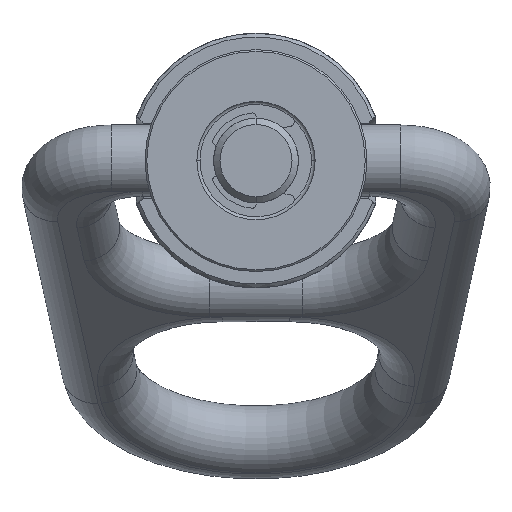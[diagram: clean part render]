
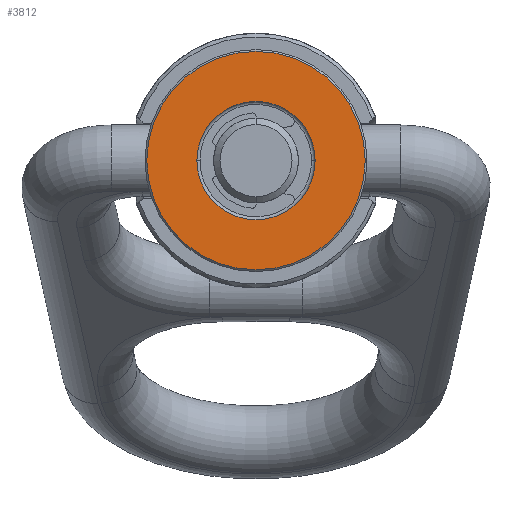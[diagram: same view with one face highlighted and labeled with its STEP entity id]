
A CAD part, front view. The second image highlights one B-rep face of the part: STEP entity #3812.
In plain terms, the highlighted planar face has unit normal (0, -1, 0).
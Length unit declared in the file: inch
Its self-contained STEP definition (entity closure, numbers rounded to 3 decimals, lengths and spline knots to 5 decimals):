
#1376=CARTESIAN_POINT('',(0.,-0.46,0.));
#1377=DIRECTION('',(0.,-1.,0.));
#1378=DIRECTION('',(-1.,0.,0.));
#1379=AXIS2_PLACEMENT_3D('',#1376,#1377,#1378);
#1392=CARTESIAN_POINT('',(0.,-0.46,0.));
#1393=DIRECTION('',(0.,1.,0.));
#1394=DIRECTION('',(-1.,0.,0.));
#1395=AXIS2_PLACEMENT_3D('',#1392,#1393,#1394);
#1400=CARTESIAN_POINT('',(0.,-0.46,0.));
#1401=DIRECTION('',(0.,1.,0.));
#1402=DIRECTION('',(1.,0.,0.));
#1403=AXIS2_PLACEMENT_3D('',#1400,#1401,#1402);
#1408=CARTESIAN_POINT('',(0.,-0.46,0.));
#1409=DIRECTION('',(0.,1.,0.));
#1410=DIRECTION('',(-1.,0.,0.));
#1411=AXIS2_PLACEMENT_3D('',#1408,#1409,#1410);
#2494=CARTESIAN_POINT('',(-1.8225,-0.46,0.));
#2495=CARTESIAN_POINT('',(1.8225,-0.46,0.));
#2496=VERTEX_POINT('',#2494);
#2497=VERTEX_POINT('',#2495);
#2502=CARTESIAN_POINT('',(-0.9875,-0.46,0.));
#2503=CARTESIAN_POINT('',(0.9875,-0.46,0.));
#2504=VERTEX_POINT('',#2502);
#2505=VERTEX_POINT('',#2503);
#3796=CARTESIAN_POINT('',(0.,-0.46,0.));
#3797=DIRECTION('',(0.,1.,0.));
#3798=DIRECTION('',(1.,0.,0.));
#3799=AXIS2_PLACEMENT_3D('',#3796,#3797,#3798);
#3800=PLANE('',#3799);
#3801=ORIENTED_EDGE('',*,*,#3786,.F.);
#3803=ORIENTED_EDGE('',*,*,#3802,.T.);
#3804=EDGE_LOOP('',(#3801,#3803));
#3805=FACE_OUTER_BOUND('',#3804,.F.);
#3807=ORIENTED_EDGE('',*,*,#3806,.F.);
#3809=ORIENTED_EDGE('',*,*,#3808,.F.);
#3810=EDGE_LOOP('',(#3807,#3809));
#3811=FACE_BOUND('',#3810,.F.);
#1380=CIRCLE('',#1379,1.8225);
#1396=CIRCLE('',#1395,0.9875);
#1404=CIRCLE('',#1403,0.9875);
#1412=CIRCLE('',#1411,1.8225);
#3786=EDGE_CURVE('',#2496,#2497,#1380,.T.);
#3802=EDGE_CURVE('',#2496,#2497,#1412,.T.);
#3806=EDGE_CURVE('',#2504,#2505,#1396,.T.);
#3808=EDGE_CURVE('',#2505,#2504,#1404,.T.);
#3812=ADVANCED_FACE('',(#3805,#3811),#3800,.F.);
